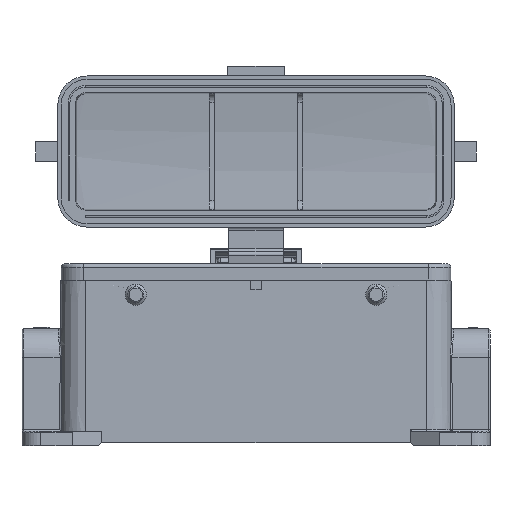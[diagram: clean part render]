
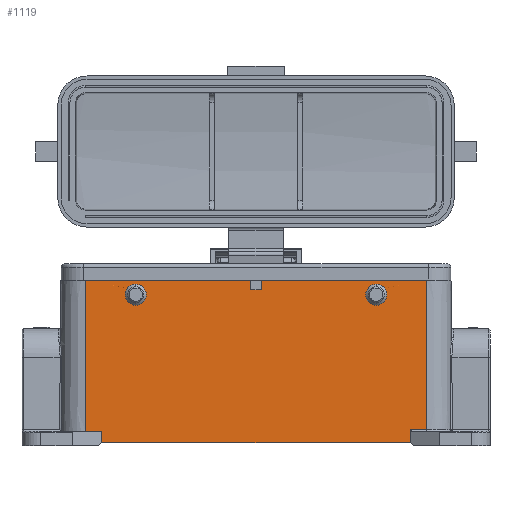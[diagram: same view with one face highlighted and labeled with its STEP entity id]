
A CAD part, left-side view. The second image highlights one B-rep face of the part: STEP entity #1119.
In plain terms, the highlighted planar face has unit normal (-1, 0, 0.009).
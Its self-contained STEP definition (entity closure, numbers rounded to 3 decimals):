
#57=ELLIPSE('',#18710,1.5,1.5);
#59=ELLIPSE('',#18713,1.5,1.5);
#236=FACE_BOUND('',#3585,.T.);
#237=FACE_BOUND('',#3586,.T.);
#238=FACE_BOUND('',#3587,.T.);
#527=PLANE('',#18764);
#1119=ADVANCED_FACE('',(#236,#237,#238),#527,.T.);
#3585=EDGE_LOOP('',(#9199,#9200,#9201,#9202,#9203,#9204,#9205,#9206,#9207,
#9208,#9209,#9210));
#3586=EDGE_LOOP('',(#9211));
#3587=EDGE_LOOP('',(#9212));
#5485=LINE('',#29309,#6857);
#5487=LINE('',#29313,#6859);
#5496=LINE('',#29331,#6868);
#5503=LINE('',#29352,#6875);
#5504=LINE('',#29354,#6876);
#5505=LINE('',#29356,#6877);
#5506=LINE('',#29357,#6878);
#5507=LINE('',#29359,#6879);
#5508=LINE('',#29361,#6880);
#5509=LINE('',#29362,#6881);
#5510=LINE('',#29364,#6882);
#5511=LINE('',#29366,#6883);
#6857=VECTOR('',#21201,1.);
#6859=VECTOR('',#21205,1.);
#6868=VECTOR('',#21218,1.);
#6875=VECTOR('',#21235,1.);
#6876=VECTOR('',#21238,1.);
#6877=VECTOR('',#21239,1.);
#6878=VECTOR('',#21240,1.);
#6879=VECTOR('',#21241,1.);
#6880=VECTOR('',#21242,1.);
#6881=VECTOR('',#21243,1.);
#6882=VECTOR('',#21244,1.);
#6883=VECTOR('',#21245,1.);
#9199=ORIENTED_EDGE('',*,*,#15756,.T.);
#9200=ORIENTED_EDGE('',*,*,#15744,.T.);
#9201=ORIENTED_EDGE('',*,*,#15755,.T.);
#9202=ORIENTED_EDGE('',*,*,#15757,.T.);
#9203=ORIENTED_EDGE('',*,*,#15735,.F.);
#9204=ORIENTED_EDGE('',*,*,#15733,.T.);
#9205=ORIENTED_EDGE('',*,*,#15758,.T.);
#9206=ORIENTED_EDGE('',*,*,#15759,.F.);
#9207=ORIENTED_EDGE('',*,*,#15760,.F.);
#9208=ORIENTED_EDGE('',*,*,#15761,.T.);
#9209=ORIENTED_EDGE('',*,*,#15762,.T.);
#9210=ORIENTED_EDGE('',*,*,#15763,.T.);
#9211=ORIENTED_EDGE('',*,*,#15662,.T.);
#9212=ORIENTED_EDGE('',*,*,#15660,.T.);
#13707=VERTEX_POINT('',#29127);
#13709=VERTEX_POINT('',#29132);
#13728=VERTEX_POINT('',#29173);
#13768=VERTEX_POINT('',#29308);
#13769=VERTEX_POINT('',#29310);
#13770=VERTEX_POINT('',#29314);
#13777=VERTEX_POINT('',#29332);
#13778=VERTEX_POINT('',#29333);
#13785=VERTEX_POINT('',#29351);
#13786=VERTEX_POINT('',#29355);
#13787=VERTEX_POINT('',#29358);
#13788=VERTEX_POINT('',#29360);
#13789=VERTEX_POINT('',#29363);
#13790=VERTEX_POINT('',#29365);
#15660=EDGE_CURVE('',#13707,#13707,#57,.T.);
#15662=EDGE_CURVE('',#13709,#13709,#59,.T.);
#15733=EDGE_CURVE('',#13769,#13768,#5485,.T.);
#15735=EDGE_CURVE('',#13769,#13770,#5487,.T.);
#15744=EDGE_CURVE('',#13777,#13778,#5496,.T.);
#15755=EDGE_CURVE('',#13778,#13785,#5503,.T.);
#15756=EDGE_CURVE('',#13786,#13777,#5504,.T.);
#15757=EDGE_CURVE('',#13785,#13770,#5505,.T.);
#15758=EDGE_CURVE('',#13768,#13787,#5506,.T.);
#15759=EDGE_CURVE('',#13788,#13787,#5507,.T.);
#15760=EDGE_CURVE('',#13728,#13788,#5508,.T.);
#15761=EDGE_CURVE('',#13728,#13789,#5509,.T.);
#15762=EDGE_CURVE('',#13789,#13790,#5510,.T.);
#15763=EDGE_CURVE('',#13790,#13786,#5511,.T.);
#18710=AXIS2_PLACEMENT_3D('',#29126,#21075,#21076);
#18713=AXIS2_PLACEMENT_3D('',#29131,#21081,#21082);
#18764=AXIS2_PLACEMENT_3D('',#29367,#21246,#21247);
#21075=DIRECTION('',(1.,0.,-0.009));
#21076=DIRECTION('',(-0.009,0.,-1.));
#21081=DIRECTION('',(1.,0.,-0.009));
#21082=DIRECTION('',(-0.009,0.,-1.));
#21201=DIRECTION('',(0.,1.,0.));
#21205=DIRECTION('',(-0.009,0.,-1.));
#21218=DIRECTION('',(0.,1.,0.));
#21235=DIRECTION('',(-0.009,0.,-1.));
#21238=DIRECTION('',(0.009,0.,1.));
#21239=DIRECTION('',(0.,1.,0.));
#21240=DIRECTION('',(-0.009,0.,-1.));
#21241=DIRECTION('',(0.,1.,0.));
#21242=DIRECTION('',(0.009,0.,1.));
#21243=DIRECTION('',(0.,-1.,0.));
#21244=DIRECTION('',(0.009,0.,1.));
#21245=DIRECTION('',(0.,-1.,0.));
#21246=DIRECTION('',(-1.,0.,0.009));
#21247=DIRECTION('',(0.,1.,0.));
#29126=CARTESIAN_POINT('',(-21.539,37.,46.5));
#29127=CARTESIAN_POINT('',(-21.552,37.,45.));
#29131=CARTESIAN_POINT('',(-21.539,-37.,46.5));
#29132=CARTESIAN_POINT('',(-21.552,-37.,45.));
#29173=CARTESIAN_POINT('',(-21.936,47.5,1.));
#29308=CARTESIAN_POINT('',(-21.5,52.5,51.));
#29309=CARTESIAN_POINT('',(-21.5,1.6,51.));
#29310=CARTESIAN_POINT('',(-21.5,1.6,51.));
#29313=CARTESIAN_POINT('',(-21.5,1.6,51.));
#29314=CARTESIAN_POINT('',(-21.526,1.6,48.));
#29331=CARTESIAN_POINT('',(-21.5,-52.5,51.));
#29332=CARTESIAN_POINT('',(-21.5,-52.5,51.));
#29333=CARTESIAN_POINT('',(-21.5,-1.6,51.));
#29351=CARTESIAN_POINT('',(-21.526,-1.6,48.));
#29352=CARTESIAN_POINT('',(-21.5,-1.6,51.));
#29354=CARTESIAN_POINT('',(-21.901,-52.5,4.996));
#29355=CARTESIAN_POINT('',(-21.901,-52.5,4.996));
#29356=CARTESIAN_POINT('',(-21.526,-1.6,48.));
#29357=CARTESIAN_POINT('',(-21.5,52.5,51.));
#29358=CARTESIAN_POINT('',(-21.906,52.5,4.5));
#29359=CARTESIAN_POINT('',(-21.906,47.5,4.5));
#29360=CARTESIAN_POINT('',(-21.906,47.5,4.5));
#29361=CARTESIAN_POINT('',(-21.936,47.5,1.));
#29362=CARTESIAN_POINT('',(-21.936,47.5,1.));
#29363=CARTESIAN_POINT('',(-21.936,-47.5,1.));
#29364=CARTESIAN_POINT('',(-21.936,-47.5,1.));
#29365=CARTESIAN_POINT('',(-21.901,-47.5,4.996));
#29366=CARTESIAN_POINT('',(-21.901,-47.5,4.996));
#29367=CARTESIAN_POINT('',(-21.5,55.148,51.));
